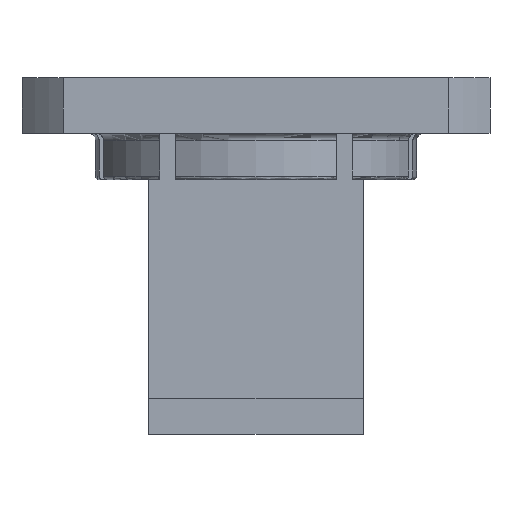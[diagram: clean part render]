
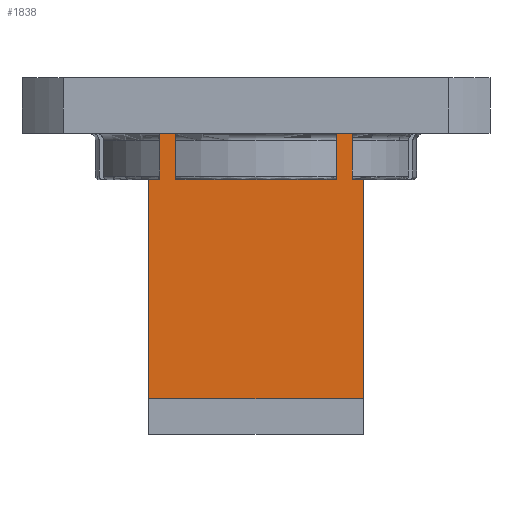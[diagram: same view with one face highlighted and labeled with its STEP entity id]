
A CAD part, front view. The second image highlights one B-rep face of the part: STEP entity #1838.
In plain terms, the highlighted planar face has unit normal (0, -1, 0).
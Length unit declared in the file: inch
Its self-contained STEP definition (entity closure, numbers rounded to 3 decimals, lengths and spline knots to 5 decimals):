
#51 = CARTESIAN_POINT ( 'NONE',  ( 0.3, -0.17, -0.9 ) ) ;
#68 = CARTESIAN_POINT ( 'NONE',  ( -0.27, -0.17, -0.286 ) ) ;
#77 = DIRECTION ( 'NONE',  ( 1., 0., 0. ) ) ;
#331 = VERTEX_POINT ( 'NONE', #8647 ) ;
#521 = EDGE_LOOP ( 'NONE', ( #1820, #2814, #5192, #8764, #7995, #9475, #7591, #3229, #5478, #5016, #7172, #7366 ) ) ;
#715 = VERTEX_POINT ( 'NONE', #9445 ) ;
#919 = CARTESIAN_POINT ( 'NONE',  ( -0.27, -0.17, -0.286 ) ) ;
#980 = VERTEX_POINT ( 'NONE', #51 ) ;
#1276 = EDGE_CURVE ( 'NONE', #7682, #4140, #3596, .T. ) ;
#1366 = LINE ( 'NONE', #4439, #2686 ) ;
#1480 = CARTESIAN_POINT ( 'NONE',  ( -0.3, -0.17, -0.9 ) ) ;
#1501 = CARTESIAN_POINT ( 'NONE',  ( -0.3, -0.17, -0.286 ) ) ;
#1506 = FACE_OUTER_BOUND ( 'NONE', #521, .T. ) ;
#1820 = ORIENTED_EDGE ( 'NONE', *, *, #8171, .F. ) ;
#1838 = ADVANCED_FACE ( 'NONE', ( #1506 ), #4535, .T. ) ;
#1859 = CARTESIAN_POINT ( 'NONE',  ( -0.3, -0.17, -0.286 ) ) ;
#2196 = EDGE_CURVE ( 'NONE', #8332, #715, #2452, .T. ) ;
#2223 = VECTOR ( 'NONE', #4228, 39.37008 ) ;
#2427 = LINE ( 'NONE', #7167, #2552 ) ;
#2452 = LINE ( 'NONE', #6430, #8197 ) ;
#2552 = VECTOR ( 'NONE', #77, 39.37008 ) ;
#2686 = VECTOR ( 'NONE', #3686, 39.37008 ) ;
#2814 = ORIENTED_EDGE ( 'NONE', *, *, #2196, .F. ) ;
#2828 = DIRECTION ( 'NONE',  ( 1., 0., 0. ) ) ;
#2979 = VERTEX_POINT ( 'NONE', #4931 ) ;
#3103 = LINE ( 'NONE', #3797, #3392 ) ;
#3229 = ORIENTED_EDGE ( 'NONE', *, *, #6517, .F. ) ;
#3392 = VECTOR ( 'NONE', #6078, 39.37008 ) ;
#3482 = VECTOR ( 'NONE', #9893, 39.37008 ) ;
#3596 = LINE ( 'NONE', #5015, #4839 ) ;
#3655 = DIRECTION ( 'NONE',  ( 1., 0., 0. ) ) ;
#3686 = DIRECTION ( 'NONE',  ( 0., 0., 1. ) ) ;
#3725 = CARTESIAN_POINT ( 'NONE',  ( -0.3, -0.17, -0.9 ) ) ;
#3733 = VERTEX_POINT ( 'NONE', #8195 ) ;
#3797 = CARTESIAN_POINT ( 'NONE',  ( 0.27, -0.17, -0.156 ) ) ;
#4140 = VERTEX_POINT ( 'NONE', #4735 ) ;
#4228 = DIRECTION ( 'NONE',  ( 1., 0., 0. ) ) ;
#4425 = LINE ( 'NONE', #5338, #8897 ) ;
#4439 = CARTESIAN_POINT ( 'NONE',  ( 0.225, -0.17, -0.286 ) ) ;
#4470 = EDGE_CURVE ( 'NONE', #5208, #3733, #4425, .T. ) ;
#4535 = PLANE ( 'NONE',  #10003 ) ;
#4574 = LINE ( 'NONE', #1501, #9849 ) ;
#4611 = LINE ( 'NONE', #919, #5097 ) ;
#4735 = CARTESIAN_POINT ( 'NONE',  ( 0.27, -0.17, -0.286 ) ) ;
#4828 = EDGE_CURVE ( 'NONE', #4140, #7983, #5033, .T. ) ;
#4839 = VECTOR ( 'NONE', #9584, 39.37008 ) ;
#4931 = CARTESIAN_POINT ( 'NONE',  ( 0.225, -0.17, -0.286 ) ) ;
#5015 = CARTESIAN_POINT ( 'NONE',  ( 0.27, -0.17, -0.286 ) ) ;
#5016 = ORIENTED_EDGE ( 'NONE', *, *, #4470, .F. ) ;
#5033 = LINE ( 'NONE', #8280, #10026 ) ;
#5066 = EDGE_CURVE ( 'NONE', #5656, #7682, #3103, .T. ) ;
#5093 = LINE ( 'NONE', #9774, #6070 ) ;
#5097 = VECTOR ( 'NONE', #6844, 39.37008 ) ;
#5192 = ORIENTED_EDGE ( 'NONE', *, *, #7957, .T. ) ;
#5208 = VERTEX_POINT ( 'NONE', #9914 ) ;
#5338 = CARTESIAN_POINT ( 'NONE',  ( -0.225, -0.17, -0.286 ) ) ;
#5478 = ORIENTED_EDGE ( 'NONE', *, *, #9016, .F. ) ;
#5540 = CARTESIAN_POINT ( 'NONE',  ( 0.3, -0.17, -0.286 ) ) ;
#5656 = VERTEX_POINT ( 'NONE', #9904 ) ;
#5717 = EDGE_CURVE ( 'NONE', #9246, #331, #4611, .T. ) ;
#6024 = EDGE_CURVE ( 'NONE', #980, #7983, #6644, .T. ) ;
#6070 = VECTOR ( 'NONE', #2828, 39.37008 ) ;
#6078 = DIRECTION ( 'NONE',  ( 1., 0., 0. ) ) ;
#6099 = DIRECTION ( 'NONE',  ( 0., -1., 0. ) ) ;
#6430 = CARTESIAN_POINT ( 'NONE',  ( -0.3, -0.17, -0.9 ) ) ;
#6517 = EDGE_CURVE ( 'NONE', #2979, #5656, #1366, .T. ) ;
#6644 = LINE ( 'NONE', #9750, #3482 ) ;
#6844 = DIRECTION ( 'NONE',  ( 0., 0., 1. ) ) ;
#6944 = EDGE_CURVE ( 'NONE', #331, #5208, #5093, .T. ) ;
#7031 = DIRECTION ( 'NONE',  ( 0., 0., 1. ) ) ;
#7167 = CARTESIAN_POINT ( 'NONE',  ( -0.3, -0.17, -0.9 ) ) ;
#7172 = ORIENTED_EDGE ( 'NONE', *, *, #6944, .F. ) ;
#7366 = ORIENTED_EDGE ( 'NONE', *, *, #5717, .F. ) ;
#7591 = ORIENTED_EDGE ( 'NONE', *, *, #5066, .F. ) ;
#7682 = VERTEX_POINT ( 'NONE', #9424 ) ;
#7957 = EDGE_CURVE ( 'NONE', #8332, #980, #2427, .T. ) ;
#7983 = VERTEX_POINT ( 'NONE', #5540 ) ;
#7995 = ORIENTED_EDGE ( 'NONE', *, *, #4828, .F. ) ;
#8171 = EDGE_CURVE ( 'NONE', #715, #9246, #9659, .T. ) ;
#8195 = CARTESIAN_POINT ( 'NONE',  ( -0.225, -0.17, -0.286 ) ) ;
#8197 = VECTOR ( 'NONE', #7031, 39.37008 ) ;
#8280 = CARTESIAN_POINT ( 'NONE',  ( -0.3, -0.17, -0.286 ) ) ;
#8332 = VERTEX_POINT ( 'NONE', #1480 ) ;
#8647 = CARTESIAN_POINT ( 'NONE',  ( -0.27, -0.17, -0.156 ) ) ;
#8764 = ORIENTED_EDGE ( 'NONE', *, *, #6024, .T. ) ;
#8897 = VECTOR ( 'NONE', #9204, 39.37008 ) ;
#9016 = EDGE_CURVE ( 'NONE', #3733, #2979, #4574, .T. ) ;
#9204 = DIRECTION ( 'NONE',  ( 0., 0., -1. ) ) ;
#9246 = VERTEX_POINT ( 'NONE', #68 ) ;
#9424 = CARTESIAN_POINT ( 'NONE',  ( 0.27, -0.17, -0.156 ) ) ;
#9445 = CARTESIAN_POINT ( 'NONE',  ( -0.3, -0.17, -0.286 ) ) ;
#9475 = ORIENTED_EDGE ( 'NONE', *, *, #1276, .F. ) ;
#9584 = DIRECTION ( 'NONE',  ( 0., 0., -1. ) ) ;
#9659 = LINE ( 'NONE', #1859, #2223 ) ;
#9750 = CARTESIAN_POINT ( 'NONE',  ( 0.3, -0.17, -0.9 ) ) ;
#9774 = CARTESIAN_POINT ( 'NONE',  ( -0.27, -0.17, -0.156 ) ) ;
#9849 = VECTOR ( 'NONE', #10015, 39.37008 ) ;
#9872 = DIRECTION ( 'NONE',  ( 0., 0., -1. ) ) ;
#9893 = DIRECTION ( 'NONE',  ( 0., 0., 1. ) ) ;
#9904 = CARTESIAN_POINT ( 'NONE',  ( 0.225, -0.17, -0.156 ) ) ;
#9914 = CARTESIAN_POINT ( 'NONE',  ( -0.225, -0.17, -0.156 ) ) ;
#10003 = AXIS2_PLACEMENT_3D ( 'NONE', #3725, #6099, #9872 ) ;
#10015 = DIRECTION ( 'NONE',  ( 1., 0., 0. ) ) ;
#10026 = VECTOR ( 'NONE', #3655, 39.37008 ) ;
